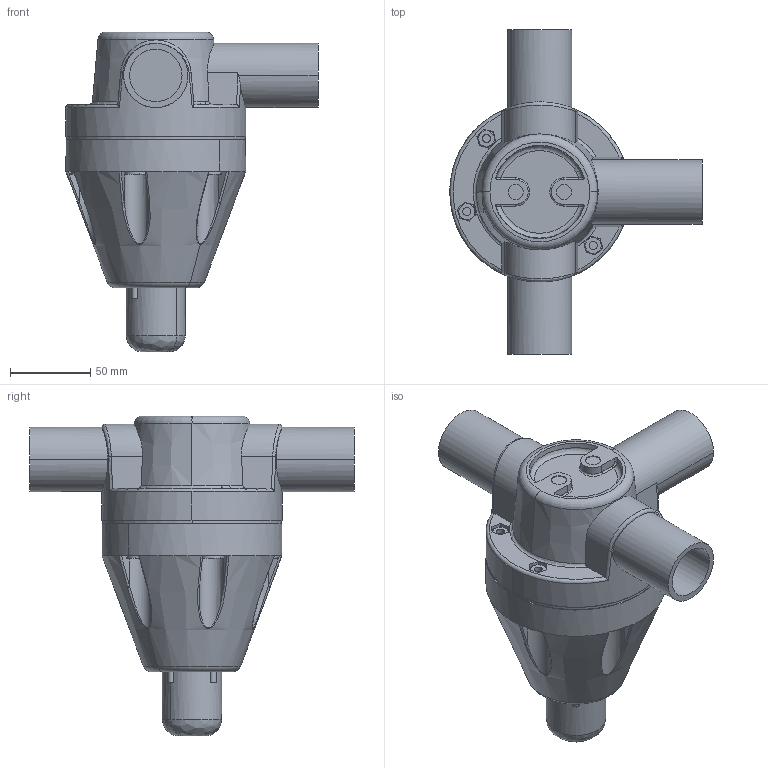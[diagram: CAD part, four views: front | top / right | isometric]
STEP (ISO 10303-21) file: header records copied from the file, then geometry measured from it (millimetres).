
FILE_DESCRIPTION((''),'2;1');
FILE_NAME('KU_V185_PP_DN32_17005448','2019-06-03T',('Kattner'),(''),'PRO/ENGINEER BY PARAMETRIC TECHNOLOGY CORPORATION, 2016360','PRO/ENGINEER BY PARAMETRIC TECHNOLOGY CORPORATION, 2016360','');
FILE_SCHEMA(('AUTOMOTIVE_DESIGN { 1 0 10303 214 1 1 1 1 }'));
Length unit declared in the file: millimetre
Products named in the file (1): KU_V185_PP_DN32_17005448
Bounding box: 157 x 202 x 199 mm (x, y, z)
Volume: 1231345.3 mm3; surface area: 96817.1 mm2
Topology: 1 solids, 1 shells, 232 faces, 629 edges, 423 vertices
Faces by surface type: plane 98, cylinder 74, torus 26, cone 18, bspline 16
Entity records: 10730 total; most frequent: CARTESIAN_POINT 4792, ORIENTED_EDGE 1258, DIRECTION 1046, EDGE_CURVE 629, VERTEX_POINT 423, AXIS2_PLACEMENT_3D 421, EDGE_LOOP 256, FACE_OUTER_BOUND 232
